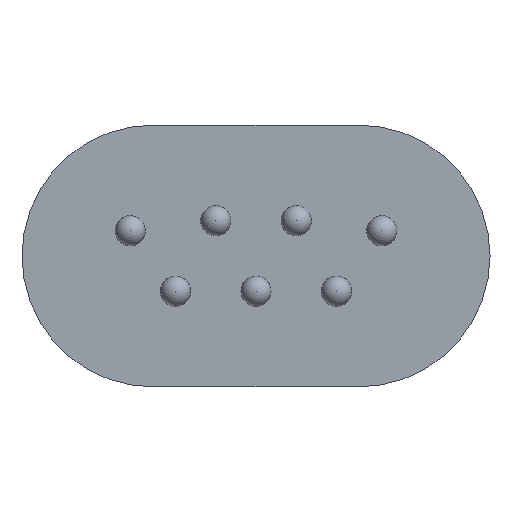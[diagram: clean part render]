
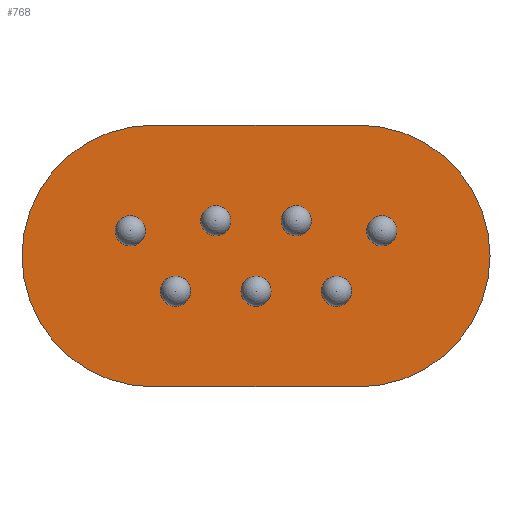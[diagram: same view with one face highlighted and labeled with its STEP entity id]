
A CAD part, front view. The second image highlights one B-rep face of the part: STEP entity #768.
In plain terms, the highlighted planar face has unit normal (0, -1, 0).
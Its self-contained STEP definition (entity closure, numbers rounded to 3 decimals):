
#30=FACE_BOUND('',#219,.T.);
#31=FACE_BOUND('',#220,.T.);
#32=FACE_BOUND('',#221,.T.);
#33=FACE_BOUND('',#222,.T.);
#34=FACE_BOUND('',#223,.T.);
#35=FACE_BOUND('',#224,.T.);
#36=FACE_BOUND('',#225,.T.);
#55=CIRCLE('',#812,0.3);
#59=CIRCLE('',#818,0.3);
#63=CIRCLE('',#824,0.3);
#67=CIRCLE('',#830,0.3);
#71=CIRCLE('',#836,0.3);
#75=CIRCLE('',#842,0.3);
#79=CIRCLE('',#848,0.3);
#87=CIRCLE('',#872,2.6);
#89=CIRCLE('',#876,2.6);
#91=CIRCLE('',#880,2.6);
#93=CIRCLE('',#884,2.6);
#163=FACE_OUTER_BOUND('',#218,.T.);
#218=EDGE_LOOP('',(#689,#690,#691,#692,#693,#694,#695,#696));
#219=EDGE_LOOP('',(#697));
#220=EDGE_LOOP('',(#698));
#221=EDGE_LOOP('',(#699));
#222=EDGE_LOOP('',(#700));
#223=EDGE_LOOP('',(#701));
#224=EDGE_LOOP('',(#702));
#225=EDGE_LOOP('',(#703));
#256=LINE('',#1325,#302);
#261=LINE('',#1339,#307);
#265=LINE('',#1351,#311);
#269=LINE('',#1363,#315);
#302=VECTOR('',#1096,10.);
#307=VECTOR('',#1109,10.);
#311=VECTOR('',#1121,10.);
#315=VECTOR('',#1133,10.);
#344=VERTEX_POINT('',#1218);
#348=VERTEX_POINT('',#1229);
#352=VERTEX_POINT('',#1240);
#356=VERTEX_POINT('',#1251);
#360=VERTEX_POINT('',#1262);
#364=VERTEX_POINT('',#1273);
#368=VERTEX_POINT('',#1284);
#376=VERTEX_POINT('',#1323);
#377=VERTEX_POINT('',#1324);
#380=VERTEX_POINT('',#1332);
#382=VERTEX_POINT('',#1338);
#384=VERTEX_POINT('',#1344);
#386=VERTEX_POINT('',#1350);
#388=VERTEX_POINT('',#1356);
#390=VERTEX_POINT('',#1362);
#427=EDGE_CURVE('',#344,#344,#55,.T.);
#432=EDGE_CURVE('',#348,#348,#59,.T.);
#437=EDGE_CURVE('',#352,#352,#63,.T.);
#442=EDGE_CURVE('',#356,#356,#67,.T.);
#447=EDGE_CURVE('',#360,#360,#71,.T.);
#452=EDGE_CURVE('',#364,#364,#75,.T.);
#457=EDGE_CURVE('',#368,#368,#79,.T.);
#472=EDGE_CURVE('',#376,#377,#256,.T.);
#476=EDGE_CURVE('',#380,#377,#87,.T.);
#479=EDGE_CURVE('',#380,#382,#261,.T.);
#482=EDGE_CURVE('',#384,#382,#89,.T.);
#485=EDGE_CURVE('',#384,#386,#265,.T.);
#488=EDGE_CURVE('',#388,#386,#91,.T.);
#491=EDGE_CURVE('',#388,#390,#269,.T.);
#494=EDGE_CURVE('',#376,#390,#93,.T.);
#689=ORIENTED_EDGE('',*,*,#494,.F.);
#690=ORIENTED_EDGE('',*,*,#472,.T.);
#691=ORIENTED_EDGE('',*,*,#476,.F.);
#692=ORIENTED_EDGE('',*,*,#479,.T.);
#693=ORIENTED_EDGE('',*,*,#482,.F.);
#694=ORIENTED_EDGE('',*,*,#485,.T.);
#695=ORIENTED_EDGE('',*,*,#488,.F.);
#696=ORIENTED_EDGE('',*,*,#491,.T.);
#697=ORIENTED_EDGE('',*,*,#427,.T.);
#698=ORIENTED_EDGE('',*,*,#457,.T.);
#699=ORIENTED_EDGE('',*,*,#452,.T.);
#700=ORIENTED_EDGE('',*,*,#447,.T.);
#701=ORIENTED_EDGE('',*,*,#442,.T.);
#702=ORIENTED_EDGE('',*,*,#437,.T.);
#703=ORIENTED_EDGE('',*,*,#432,.T.);
#721=PLANE('',#887);
#768=ADVANCED_FACE('',(#163,#30,#31,#32,#33,#34,#35,#36),#721,.F.);
#812=AXIS2_PLACEMENT_3D('',#1220,#965,#966);
#818=AXIS2_PLACEMENT_3D('',#1231,#978,#979);
#824=AXIS2_PLACEMENT_3D('',#1242,#991,#992);
#830=AXIS2_PLACEMENT_3D('',#1253,#1004,#1005);
#836=AXIS2_PLACEMENT_3D('',#1264,#1017,#1018);
#842=AXIS2_PLACEMENT_3D('',#1275,#1030,#1031);
#848=AXIS2_PLACEMENT_3D('',#1286,#1043,#1044);
#872=AXIS2_PLACEMENT_3D('',#1333,#1102,#1103);
#876=AXIS2_PLACEMENT_3D('',#1345,#1114,#1115);
#880=AXIS2_PLACEMENT_3D('',#1357,#1126,#1127);
#884=AXIS2_PLACEMENT_3D('',#1368,#1138,#1139);
#887=AXIS2_PLACEMENT_3D('',#1371,#1144,#1145);
#965=DIRECTION('center_axis',(0.,1.,0.));
#966=DIRECTION('ref_axis',(1.,0.,0.));
#978=DIRECTION('center_axis',(0.,1.,0.));
#979=DIRECTION('ref_axis',(1.,0.,0.));
#991=DIRECTION('center_axis',(0.,1.,0.));
#992=DIRECTION('ref_axis',(1.,0.,0.));
#1004=DIRECTION('center_axis',(0.,1.,0.));
#1005=DIRECTION('ref_axis',(1.,0.,0.));
#1017=DIRECTION('center_axis',(0.,1.,0.));
#1018=DIRECTION('ref_axis',(1.,0.,0.));
#1030=DIRECTION('center_axis',(0.,1.,0.));
#1031=DIRECTION('ref_axis',(1.,0.,0.));
#1043=DIRECTION('center_axis',(0.,1.,0.));
#1044=DIRECTION('ref_axis',(1.,0.,0.));
#1096=DIRECTION('',(-1.,0.,0.));
#1102=DIRECTION('center_axis',(0.,1.,0.));
#1103=DIRECTION('ref_axis',(-1.,0.,0.));
#1109=DIRECTION('',(0.,0.,-1.));
#1114=DIRECTION('center_axis',(0.,1.,0.));
#1115=DIRECTION('ref_axis',(0.,0.,-1.));
#1121=DIRECTION('',(1.,0.,0.));
#1126=DIRECTION('center_axis',(0.,1.,0.));
#1127=DIRECTION('ref_axis',(1.,0.,0.));
#1133=DIRECTION('',(0.,0.,1.));
#1138=DIRECTION('center_axis',(0.,1.,0.));
#1139=DIRECTION('ref_axis',(0.,0.,1.));
#1144=DIRECTION('center_axis',(0.,1.,0.));
#1145=DIRECTION('ref_axis',(1.,0.,0.));
#1218=CARTESIAN_POINT('',(2.2,0.,0.5));
#1220=CARTESIAN_POINT('Origin',(2.5,0.,0.5));
#1229=CARTESIAN_POINT('',(1.3,0.,-0.7));
#1231=CARTESIAN_POINT('Origin',(1.6,0.,-0.7));
#1240=CARTESIAN_POINT('',(0.5,0.,0.7));
#1242=CARTESIAN_POINT('Origin',(0.8,0.,0.7));
#1251=CARTESIAN_POINT('',(-0.3,0.,-0.7));
#1253=CARTESIAN_POINT('Origin',(0.,0.,-0.7));
#1262=CARTESIAN_POINT('',(-1.1,0.,0.7));
#1264=CARTESIAN_POINT('Origin',(-0.8,0.,0.7));
#1273=CARTESIAN_POINT('',(-1.9,0.,-0.7));
#1275=CARTESIAN_POINT('Origin',(-1.6,0.,-0.7));
#1284=CARTESIAN_POINT('',(-2.8,0.,0.5));
#1286=CARTESIAN_POINT('Origin',(-2.5,0.,0.5));
#1323=CARTESIAN_POINT('',(2.051,0.,2.6));
#1324=CARTESIAN_POINT('',(-2.051,0.,2.6));
#1325=CARTESIAN_POINT('',(2.051,0.,2.6));
#1332=CARTESIAN_POINT('',(-4.65,0.,0.));
#1333=CARTESIAN_POINT('Origin',(-2.051,0.,0.));
#1338=CARTESIAN_POINT('',(-4.65,0.,-0.001));
#1339=CARTESIAN_POINT('',(-4.65,0.,0.));
#1344=CARTESIAN_POINT('',(-2.051,0.,-2.6));
#1345=CARTESIAN_POINT('Origin',(-2.051,0.,0.));
#1350=CARTESIAN_POINT('',(2.051,0.,-2.6));
#1351=CARTESIAN_POINT('',(-2.051,0.,-2.6));
#1356=CARTESIAN_POINT('',(4.65,0.,-0.001));
#1357=CARTESIAN_POINT('Origin',(2.051,0.,-0.001));
#1362=CARTESIAN_POINT('',(4.65,0.,0.001));
#1363=CARTESIAN_POINT('',(4.65,0.,-0.001));
#1368=CARTESIAN_POINT('Origin',(2.051,0.,0.));
#1371=CARTESIAN_POINT('Origin',(0.,0.,0.));
